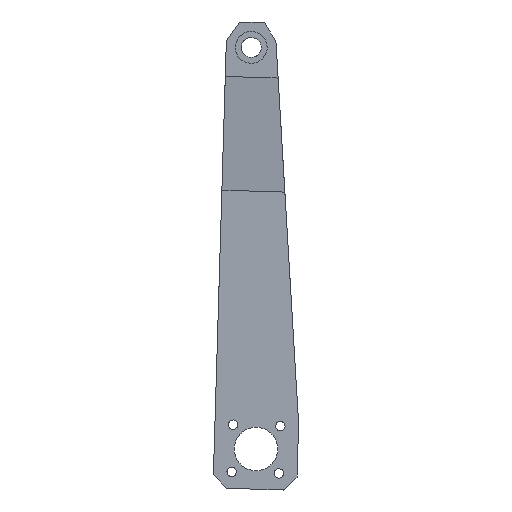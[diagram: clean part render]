
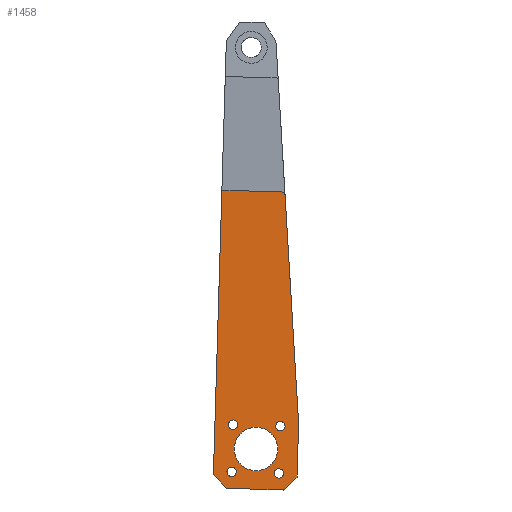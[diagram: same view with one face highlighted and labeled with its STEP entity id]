
A CAD part, front view. The second image highlights one B-rep face of the part: STEP entity #1458.
In plain terms, the highlighted planar face has unit normal (0, -1, 0).
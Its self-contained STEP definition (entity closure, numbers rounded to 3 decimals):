
#38=CIRCLE('',#1573,6.5);
#40=CIRCLE('',#1577,1.4);
#41=CIRCLE('',#1578,1.4);
#42=CIRCLE('',#1579,1.4);
#43=CIRCLE('',#1580,1.4);
#55=FACE_BOUND('',#256,.T.);
#56=FACE_BOUND('',#257,.T.);
#57=FACE_BOUND('',#258,.T.);
#58=FACE_BOUND('',#259,.T.);
#59=FACE_BOUND('',#260,.T.);
#107=PLANE('',#1576);
#175=FACE_OUTER_BOUND('',#255,.T.);
#255=EDGE_LOOP('',(#1244,#1245,#1246,#1247,#1248,#1249,#1250));
#256=EDGE_LOOP('',(#1251));
#257=EDGE_LOOP('',(#1252));
#258=EDGE_LOOP('',(#1253));
#259=EDGE_LOOP('',(#1254));
#260=EDGE_LOOP('',(#1255));
#327=LINE('',#2094,#495);
#384=LINE('',#2206,#552);
#427=LINE('',#2334,#595);
#428=LINE('',#2336,#596);
#429=LINE('',#2338,#597);
#430=LINE('',#2339,#598);
#431=LINE('',#2340,#599);
#495=VECTOR('',#1681,85.);
#552=VECTOR('',#1762,69.275);
#595=VECTOR('',#1903,5.657);
#596=VECTOR('',#1904,17.);
#597=VECTOR('',#1905,5.657);
#598=VECTOR('',#1906,16.);
#599=VECTOR('',#1907,18.834);
#672=VERTEX_POINT('',#2091);
#673=VERTEX_POINT('',#2093);
#715=VERTEX_POINT('',#2203);
#716=VERTEX_POINT('',#2205);
#750=VERTEX_POINT('',#2326);
#752=VERTEX_POINT('',#2333);
#753=VERTEX_POINT('',#2335);
#754=VERTEX_POINT('',#2337);
#755=VERTEX_POINT('',#2341);
#756=VERTEX_POINT('',#2343);
#757=VERTEX_POINT('',#2345);
#758=VERTEX_POINT('',#2347);
#814=EDGE_CURVE('',#672,#673,#327,.T.);
#872=EDGE_CURVE('',#715,#716,#384,.T.);
#933=EDGE_CURVE('',#750,#750,#38,.T.);
#935=EDGE_CURVE('',#752,#672,#427,.T.);
#936=EDGE_CURVE('',#753,#752,#428,.T.);
#937=EDGE_CURVE('',#753,#754,#429,.T.);
#938=EDGE_CURVE('',#754,#716,#430,.T.);
#939=EDGE_CURVE('',#673,#715,#431,.T.);
#940=EDGE_CURVE('',#755,#755,#40,.T.);
#941=EDGE_CURVE('',#756,#756,#41,.T.);
#942=EDGE_CURVE('',#757,#757,#42,.T.);
#943=EDGE_CURVE('',#758,#758,#43,.T.);
#1244=ORIENTED_EDGE('',*,*,#935,.F.);
#1245=ORIENTED_EDGE('',*,*,#936,.F.);
#1246=ORIENTED_EDGE('',*,*,#937,.T.);
#1247=ORIENTED_EDGE('',*,*,#938,.T.);
#1248=ORIENTED_EDGE('',*,*,#872,.F.);
#1249=ORIENTED_EDGE('',*,*,#939,.F.);
#1250=ORIENTED_EDGE('',*,*,#814,.F.);
#1251=ORIENTED_EDGE('',*,*,#940,.F.);
#1252=ORIENTED_EDGE('',*,*,#941,.F.);
#1253=ORIENTED_EDGE('',*,*,#942,.F.);
#1254=ORIENTED_EDGE('',*,*,#943,.F.);
#1255=ORIENTED_EDGE('',*,*,#933,.F.);
#1458=ADVANCED_FACE('',(#175,#55,#56,#57,#58,#59),#107,.T.);
#1573=AXIS2_PLACEMENT_3D('',#2328,#1895,#1896);
#1576=AXIS2_PLACEMENT_3D('',#2332,#1901,#1902);
#1577=AXIS2_PLACEMENT_3D('',#2342,#1908,#1909);
#1578=AXIS2_PLACEMENT_3D('',#2344,#1910,#1911);
#1579=AXIS2_PLACEMENT_3D('',#2346,#1912,#1913);
#1580=AXIS2_PLACEMENT_3D('',#2348,#1914,#1915);
#1681=DIRECTION('',(0.03,0.,1.));
#1762=DIRECTION('',(0.059,0.,-0.998));
#1895=DIRECTION('center_axis',(0.,-1.,0.));
#1896=DIRECTION('ref_axis',(-0.03,0.,-1.));
#1901=DIRECTION('center_axis',(0.,-1.,0.));
#1902=DIRECTION('ref_axis',(-0.03,0.,-1.));
#1903=DIRECTION('',(-0.686,0.,0.728));
#1904=DIRECTION('',(-1.,0.,0.03));
#1905=DIRECTION('',(0.728,0.,0.686));
#1906=DIRECTION('',(0.03,0.,1.));
#1907=DIRECTION('',(1.,0.,-0.03));
#1908=DIRECTION('center_axis',(0.,-1.,0.));
#1909=DIRECTION('ref_axis',(-0.728,0.,-0.686));
#1910=DIRECTION('center_axis',(0.,-1.,0.));
#1911=DIRECTION('ref_axis',(-0.728,0.,-0.686));
#1912=DIRECTION('center_axis',(0.,-1.,0.));
#1913=DIRECTION('ref_axis',(-0.728,0.,-0.686));
#1914=DIRECTION('center_axis',(0.,-1.,0.));
#1915=DIRECTION('ref_axis',(-0.728,0.,-0.686));
#2091=CARTESIAN_POINT('',(-12.375,-9.25,4.371));
#2093=CARTESIAN_POINT('',(-9.838,-9.25,89.333));
#2094=CARTESIAN_POINT('',(-12.375,-9.25,4.371));
#2203=CARTESIAN_POINT('',(8.987,-9.25,88.771));
#2205=CARTESIAN_POINT('',(13.091,-9.25,19.618));
#2206=CARTESIAN_POINT('',(8.987,-9.25,88.771));
#2326=CARTESIAN_POINT('',(0.552,-9.25,18.492));
#2328=CARTESIAN_POINT('Origin',(0.358,-9.25,11.995));
#2332=CARTESIAN_POINT('Origin',(296.685,-9.25,303.279));
#2333=CARTESIAN_POINT('',(-8.496,-9.25,0.254));
#2334=CARTESIAN_POINT('',(-8.496,-9.25,0.254));
#2335=CARTESIAN_POINT('',(8.496,-9.25,-0.254));
#2336=CARTESIAN_POINT('',(8.496,-9.25,-0.254));
#2337=CARTESIAN_POINT('',(12.614,-9.25,3.625));
#2338=CARTESIAN_POINT('',(8.496,-9.25,-0.254));
#2339=CARTESIAN_POINT('',(12.614,-9.25,3.625));
#2340=CARTESIAN_POINT('',(-9.838,-9.25,89.333));
#2341=CARTESIAN_POINT('',(-6.963,-9.25,3.739));
#2342=CARTESIAN_POINT('Origin',(-6.921,-9.25,5.138));
#2343=CARTESIAN_POINT('',(7.173,-9.25,3.317));
#2344=CARTESIAN_POINT('Origin',(7.215,-9.25,4.716));
#2345=CARTESIAN_POINT('',(-6.54,-9.25,17.874));
#2346=CARTESIAN_POINT('Origin',(-6.499,-9.25,19.274));
#2347=CARTESIAN_POINT('',(7.595,-9.25,17.452));
#2348=CARTESIAN_POINT('Origin',(7.637,-9.25,18.852));
